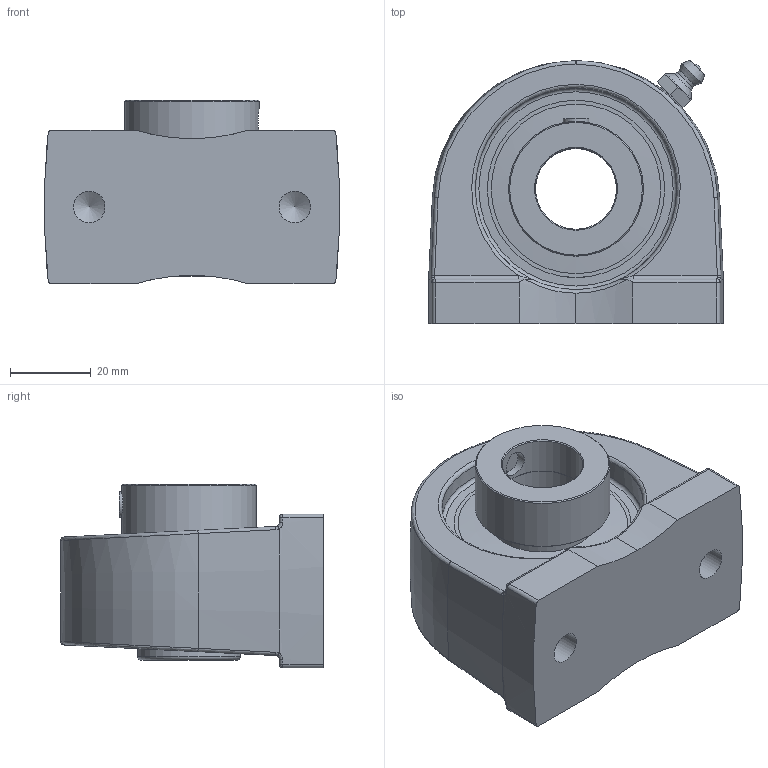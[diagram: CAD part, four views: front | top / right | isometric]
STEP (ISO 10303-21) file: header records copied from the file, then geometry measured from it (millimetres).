
FILE_DESCRIPTION(('HOOPS Exchange Step'),'2;1');
FILE_NAME('export-26AF1E9C-FCBC-4113-B1DC-6DC214A4C8DD.stp','2019-12-13T14:50:07-08:00',('ibuslach'),('Alibre'),'HOOPS Exchange 2019.2','Alibre','Unknown authorisation');
FILE_SCHEMA( ('AP242_MANAGED_MODEL_BASED_3D_ENGINEERING_MIM_LF {1 0 10303 442 1 1 4 }') );
Length unit declared in the file: centimetre
Products named in the file (8): MRN SPA 204; UCP ZERK 6mm; SHC 204-12 SHIELD; SHC 204 RACE; SHC 204 COLLAR; SHC 204 SS; MRN SHC 204; MRN SHCPA 204
Assembly tree (7 placements, depth 3):
  MRN SHCPA 204
    MRN SPA 204
    UCP ZERK 6mm
    MRN SHC 204
      SHC 204-12 SHIELD
      SHC 204 RACE
      SHC 204 COLLAR
      SHC 204 SS
Bounding box: 72.85 x 65.12 x 45.41 mm (x, y, z)
Volume: 95504.1 mm3; surface area: 38787.4 mm2
Topology: 14 solids, 14 shells, 207 faces, 535 edges, 334 vertices
Faces by surface type: cylinder 59, plane 51, bspline 29, cone 23, sphere 23, torus 22
Full cylindrical faces by diameter (mm): 1.505 x2, 6 x2, 6.35 x3, 7.798 x2, 20 x2, 23.368 x2, 25.4 x4, 26.416 x2, 33.3 x1, 38.1 x2, 41.91 x4, 49.784 x2
Entity records: 13240 total; most frequent: CARTESIAN_POINT 8176, DIRECTION 1034, ORIENTED_EDGE 1016, EDGE_CURVE 508, AXIS2_PLACEMENT_3D 446, VERTEX_POINT 334, CIRCLE 239, EDGE_LOOP 232
